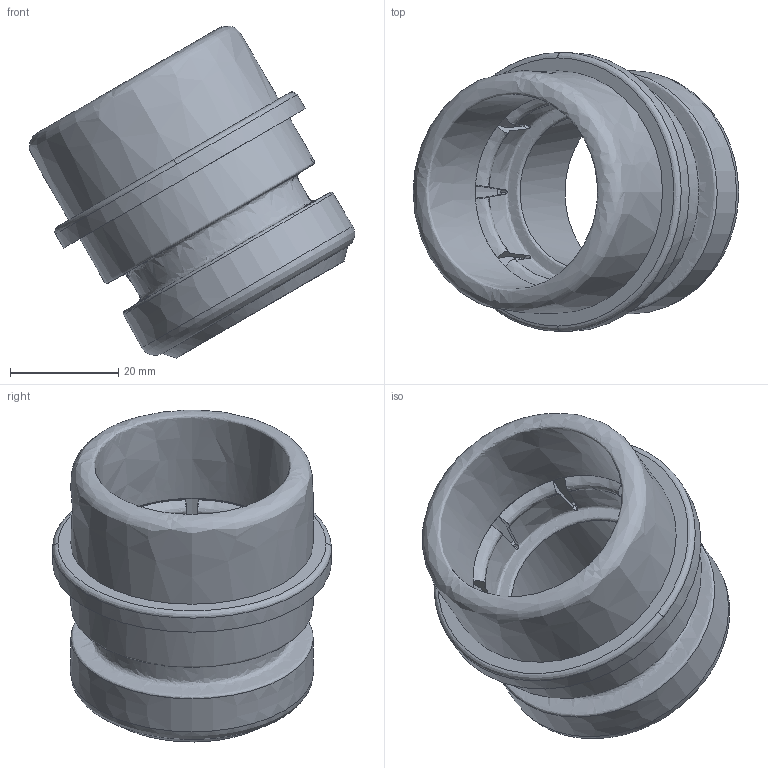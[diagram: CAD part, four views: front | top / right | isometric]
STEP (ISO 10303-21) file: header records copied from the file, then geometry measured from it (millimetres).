
FILE_DESCRIPTION(/* description */ (''),/* implementation_level */ '2;1');
FILE_NAME(/* name */ 'Staubsack-Adapter2',/* time_stamp */ '2025-01-13T09:24:41+01:00',/* author */ (''),/* organization */ (''),/* preprocessor_version */ 'ST-DEVELOPER v19.2',/* originating_system */ 'Rhino 8.14',/* authorisation */ '');
FILE_SCHEMA (('CONFIG_CONTROL_DESIGN'));
Length unit declared in the file: millimetre
Products named in the file (1): Document
Bounding box: 60.18 x 51.6 x 61.4 mm (x, y, z)
Volume: 30545.2 mm3; surface area: 17054.9 mm2
Topology: 1 solids, 1 shells, 64 faces, 189 edges, 126 vertices
Faces by surface type: bspline 30, cylinder 17, plane 17
Full cylindrical faces by diameter (mm): 51.6 x1
Entity records: 4580 total; most frequent: CARTESIAN_POINT 3209, ORIENTED_EDGE 378, EDGE_CURVE 189, VERTEX_POINT 126, B_SPLINE_CURVE_WITH_KNOTS 116, DIRECTION 110, AXIS2_PLACEMENT_3D 72, EDGE_LOOP 65
